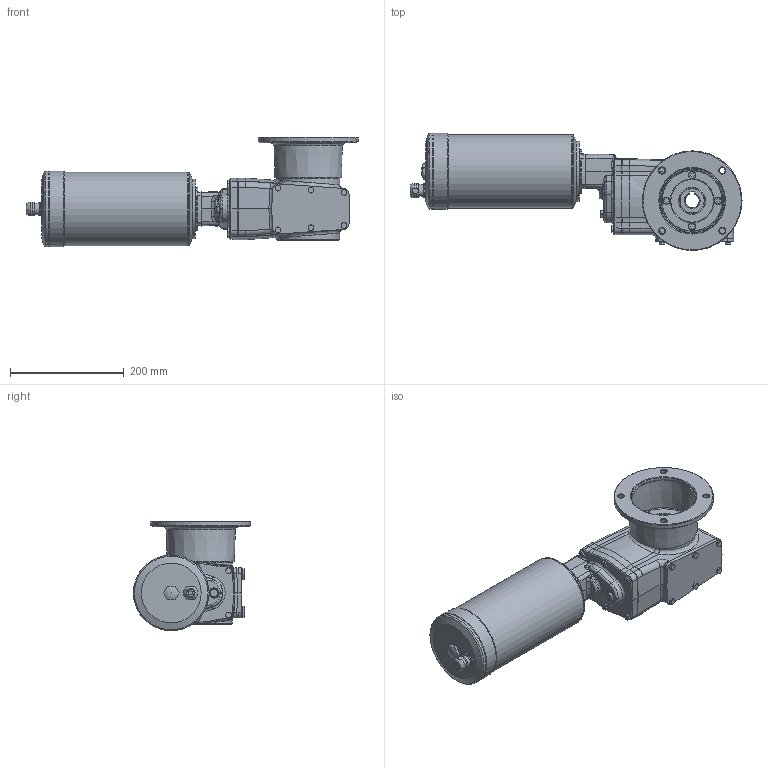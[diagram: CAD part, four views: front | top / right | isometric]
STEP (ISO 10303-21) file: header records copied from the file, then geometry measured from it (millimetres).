
FILE_DESCRIPTION( ( 'Unknown' ), '1' );
FILE_NAME( 'DBB176BC9A3A64A7D9AEB62D3B6ACE6.3d.stp', 'Unknown', ( 'Unknown' ), ( 'Unknown' ), 'PSStep 10.1', 'Unknown', ' ' );
FILE_SCHEMA( ( 'AUTOMOTIVE_DESIGN { 1 0 10303 214 1 1 1 1 }' ) );
Length unit declared in the file: millimetre
Products named in the file (1): X43N
Bounding box: 583 x 205.8 x 192.5 mm (x, y, z)
Volume: 6647523.2 mm3; surface area: 377508.4 mm2
Topology: 1 solids, 20 shells, 892 faces, 2082 edges, 1291 vertices
Faces by surface type: plane 339, cylinder 220, cone 191, bspline 78, torus 59, extrusion 4, sphere 1
Full cylindrical faces by diameter (mm): 4.134 x1, 4.917 x8, 6 x4, 6.5 x4, 6.647 x32, 7 x5, 8 x4, 8.9 x12, 9 x4, 10 x4, 10.5 x4, 11 x4, 13 x4, 13.4 x1, 14 x1, 16.662 x1, 17 x1, 18 x1, 20 x1, 40 x1, 47.5 x2, 52 x1, 70 x2, 75 x3, 105 x1, 115 x1, 128.98 x1, 129 x2, 132.98 x2, 133 x3
Entity records: 37936 total; most frequent: CARTESIAN_POINT 12496, DIRECTION 3787, ORIENTED_EDGE 3428, EDGE_CURVE 1714, AXIS2_PLACEMENT_3D 1587, EDGE_LOOP 1230, VERTEX_POINT 1191, FACE_OUTER_BOUND 1058
